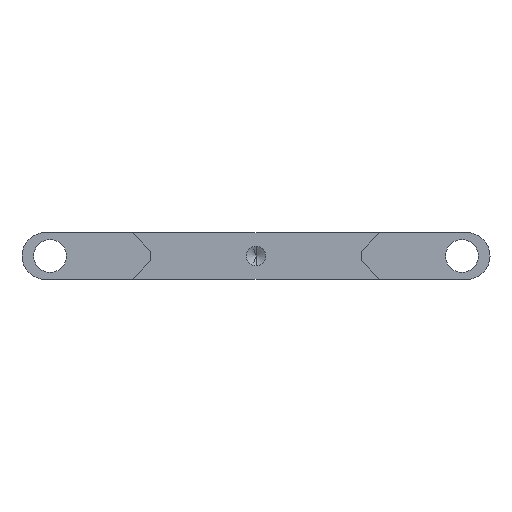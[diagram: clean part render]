
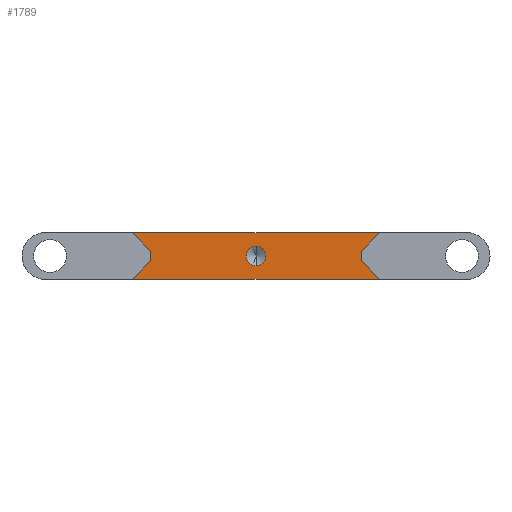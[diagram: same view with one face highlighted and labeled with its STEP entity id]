
A CAD part, front view. The second image highlights one B-rep face of the part: STEP entity #1789.
In plain terms, the highlighted planar face has unit normal (0, -1, 0).
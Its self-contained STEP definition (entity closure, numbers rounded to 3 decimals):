
#46 = DIRECTION ( 'NONE',  ( 0., 0., -1. ) ) ;
#59 = CARTESIAN_POINT ( 'NONE',  ( -22.5, -35., 10. ) ) ;
#69 = CARTESIAN_POINT ( 'NONE',  ( 26.5, -35., 0. ) ) ;
#78 = VECTOR ( 'NONE', #961, 1000. ) ;
#84 = ORIENTED_EDGE ( 'NONE', *, *, #1759, .T. ) ;
#103 = EDGE_CURVE ( 'NONE', #269, #676, #461, .T. ) ;
#122 = DIRECTION ( 'NONE',  ( -1., 0., 0. ) ) ;
#184 = VERTEX_POINT ( 'NONE', #840 ) ;
#209 = CARTESIAN_POINT ( 'NONE',  ( 0., -35., 5. ) ) ;
#210 = LINE ( 'NONE', #59, #78 ) ;
#212 = LINE ( 'NONE', #69, #1572 ) ;
#227 = VERTEX_POINT ( 'NONE', #1754 ) ;
#269 = VERTEX_POINT ( 'NONE', #1787 ) ;
#278 = CIRCLE ( 'NONE', #1903, 2.1 ) ;
#289 = CARTESIAN_POINT ( 'NONE',  ( 0., -35., 10. ) ) ;
#290 = ORIENTED_EDGE ( 'NONE', *, *, #1805, .T. ) ;
#313 = EDGE_CURVE ( 'NONE', #1741, #184, #1335, .T. ) ;
#338 = LINE ( 'NONE', #973, #410 ) ;
#343 = ORIENTED_EDGE ( 'NONE', *, *, #1519, .F. ) ;
#391 = LINE ( 'NONE', #1773, #474 ) ;
#392 = VERTEX_POINT ( 'NONE', #1276 ) ;
#399 = ORIENTED_EDGE ( 'NONE', *, *, #499, .T. ) ;
#403 = VERTEX_POINT ( 'NONE', #1904 ) ;
#407 = ORIENTED_EDGE ( 'NONE', *, *, #889, .T. ) ;
#410 = VECTOR ( 'NONE', #811, 1000. ) ;
#413 = DIRECTION ( 'NONE',  ( -0.707, 0., -0.707 ) ) ;
#430 = FACE_BOUND ( 'NONE', #772, .T. ) ;
#434 = CARTESIAN_POINT ( 'NONE',  ( 22.5, -35., 4. ) ) ;
#461 = CIRCLE ( 'NONE', #875, 2.1 ) ;
#474 = VECTOR ( 'NONE', #413, 1000. ) ;
#491 = ORIENTED_EDGE ( 'NONE', *, *, #1170, .T. ) ;
#499 = EDGE_CURVE ( 'NONE', #392, #403, #542, .T. ) ;
#508 = DIRECTION ( 'NONE',  ( 0., -1., 0. ) ) ;
#542 = LINE ( 'NONE', #1132, #1765 ) ;
#588 = EDGE_LOOP ( 'NONE', ( #763, #407, #1866, #1595, #290, #399, #491, #84 ) ) ;
#613 = LINE ( 'NONE', #289, #1126 ) ;
#619 = DIRECTION ( 'NONE',  ( 0., -1., 0. ) ) ;
#647 = CARTESIAN_POINT ( 'NONE',  ( 0., -35., 2.9 ) ) ;
#676 = VERTEX_POINT ( 'NONE', #647 ) ;
#763 = ORIENTED_EDGE ( 'NONE', *, *, #313, .F. ) ;
#765 = FACE_OUTER_BOUND ( 'NONE', #588, .T. ) ;
#772 = EDGE_LOOP ( 'NONE', ( #343, #1196 ) ) ;
#809 = DIRECTION ( 'NONE',  ( -0.707, 0., 0.707 ) ) ;
#811 = DIRECTION ( 'NONE',  ( 0.707, 0., 0.707 ) ) ;
#821 = CARTESIAN_POINT ( 'NONE',  ( -22.5, -35., 4. ) ) ;
#840 = CARTESIAN_POINT ( 'NONE',  ( -26.5, -35., 0. ) ) ;
#875 = AXIS2_PLACEMENT_3D ( 'NONE', #1339, #508, #1705 ) ;
#889 = EDGE_CURVE ( 'NONE', #1741, #984, #212, .T. ) ;
#890 = CARTESIAN_POINT ( 'NONE',  ( 22.5, -35., 10. ) ) ;
#929 = DIRECTION ( 'NONE',  ( -1., 0., 0. ) ) ;
#961 = DIRECTION ( 'NONE',  ( 0., 0., -1. ) ) ;
#973 = CARTESIAN_POINT ( 'NONE',  ( 22.5, -35., 6. ) ) ;
#984 = VERTEX_POINT ( 'NONE', #434 ) ;
#1030 = LINE ( 'NONE', #890, #1544 ) ;
#1039 = AXIS2_PLACEMENT_3D ( 'NONE', #1974, #619, #1955 ) ;
#1113 = DIRECTION ( 'NONE',  ( 0., -1., 0. ) ) ;
#1126 = VECTOR ( 'NONE', #929, 1000. ) ;
#1132 = CARTESIAN_POINT ( 'NONE',  ( -26.5, -35., 10. ) ) ;
#1156 = CARTESIAN_POINT ( 'NONE',  ( 22.5, -35., 6. ) ) ;
#1170 = EDGE_CURVE ( 'NONE', #403, #1973, #210, .T. ) ;
#1188 = PLANE ( 'NONE',  #1039 ) ;
#1196 = ORIENTED_EDGE ( 'NONE', *, *, #103, .F. ) ;
#1213 = VECTOR ( 'NONE', #122, 1000. ) ;
#1276 = CARTESIAN_POINT ( 'NONE',  ( -26.5, -35., 10. ) ) ;
#1335 = LINE ( 'NONE', #1464, #1213 ) ;
#1339 = CARTESIAN_POINT ( 'NONE',  ( 0., -35., 5. ) ) ;
#1464 = CARTESIAN_POINT ( 'NONE',  ( 0., -35., 0. ) ) ;
#1519 = EDGE_CURVE ( 'NONE', #676, #269, #278, .T. ) ;
#1522 = DIRECTION ( 'NONE',  ( 0., 0., -1. ) ) ;
#1544 = VECTOR ( 'NONE', #1522, 1000. ) ;
#1572 = VECTOR ( 'NONE', #809, 1000. ) ;
#1595 = ORIENTED_EDGE ( 'NONE', *, *, #1950, .T. ) ;
#1705 = DIRECTION ( 'NONE',  ( 0., 0., -1. ) ) ;
#1741 = VERTEX_POINT ( 'NONE', #1927 ) ;
#1749 = DIRECTION ( 'NONE',  ( 0.707, 0., -0.707 ) ) ;
#1754 = CARTESIAN_POINT ( 'NONE',  ( 26.5, -35., 10. ) ) ;
#1756 = VERTEX_POINT ( 'NONE', #1156 ) ;
#1759 = EDGE_CURVE ( 'NONE', #1973, #184, #391, .T. ) ;
#1765 = VECTOR ( 'NONE', #1749, 1000. ) ;
#1773 = CARTESIAN_POINT ( 'NONE',  ( -22.5, -35., 4. ) ) ;
#1787 = CARTESIAN_POINT ( 'NONE',  ( 0., -35., 7.1 ) ) ;
#1789 = ADVANCED_FACE ( 'NONE', ( #430, #765 ), #1188, .T. ) ;
#1805 = EDGE_CURVE ( 'NONE', #227, #392, #613, .T. ) ;
#1866 = ORIENTED_EDGE ( 'NONE', *, *, #1867, .F. ) ;
#1867 = EDGE_CURVE ( 'NONE', #1756, #984, #1030, .T. ) ;
#1903 = AXIS2_PLACEMENT_3D ( 'NONE', #209, #1113, #46 ) ;
#1904 = CARTESIAN_POINT ( 'NONE',  ( -22.5, -35., 6. ) ) ;
#1927 = CARTESIAN_POINT ( 'NONE',  ( 26.5, -35., 0. ) ) ;
#1950 = EDGE_CURVE ( 'NONE', #1756, #227, #338, .T. ) ;
#1955 = DIRECTION ( 'NONE',  ( 0., 0., -1. ) ) ;
#1973 = VERTEX_POINT ( 'NONE', #821 ) ;
#1974 = CARTESIAN_POINT ( 'NONE',  ( 0., -35., 10. ) ) ;
